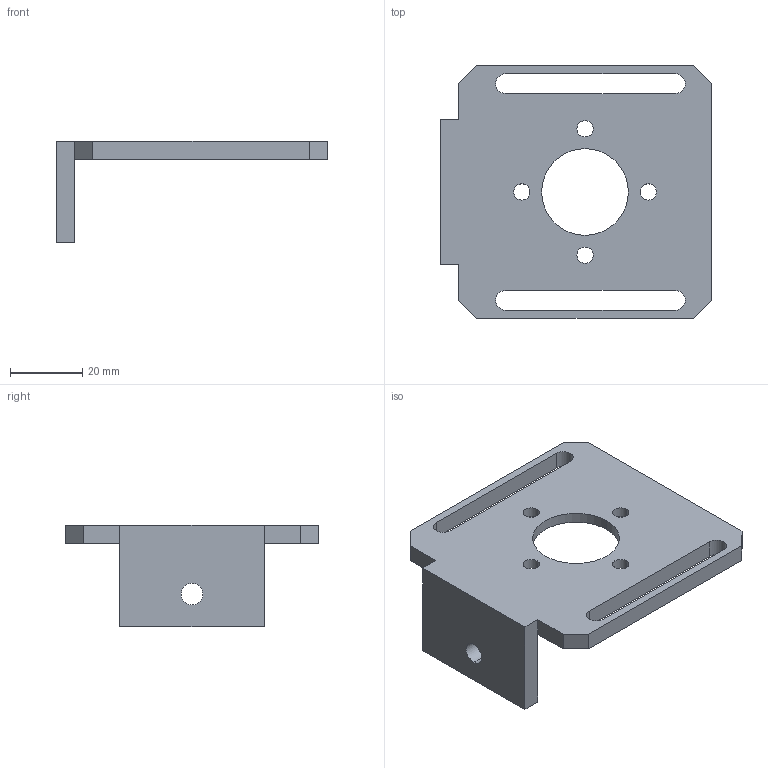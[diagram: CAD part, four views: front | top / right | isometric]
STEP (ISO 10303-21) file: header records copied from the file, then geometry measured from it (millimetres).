
FILE_DESCRIPTION (( 'STEP AP203' ), '1' );
FILE_NAME ('SupportMoteur_M300-005_Défaut_sldprt.STEP', '2017-12-12T20:33:02', ( '' ), ( '' ), 'SwSTEP 2.0', 'SolidWorks 2016', '' );
FILE_SCHEMA (( 'CONFIG_CONTROL_DESIGN' ));
Length unit declared in the file: millimetre
Products named in the file (1): SupportMoteur_M300-005_Défaut_sldprt
Bounding box: 75 x 70 x 28 mm (x, y, z)
Volume: 21868.1 mm3; surface area: 13242 mm2
Topology: 1 solids, 1 shells, 41 faces, 112 edges, 74 vertices
Faces by surface type: plane 21, cylinder 20
Entity records: 1419 total; most frequent: DIRECTION 236, CARTESIAN_POINT 228, ORIENTED_EDGE 224, EDGE_CURVE 112, AXIS2_PLACEMENT_3D 82, VERTEX_POINT 74, LINE 72, VECTOR 72
